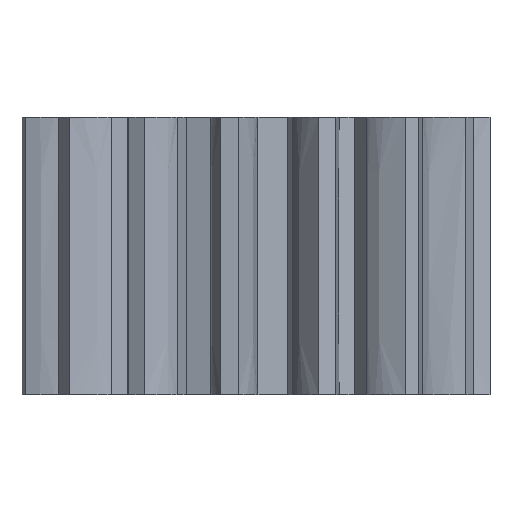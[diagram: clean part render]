
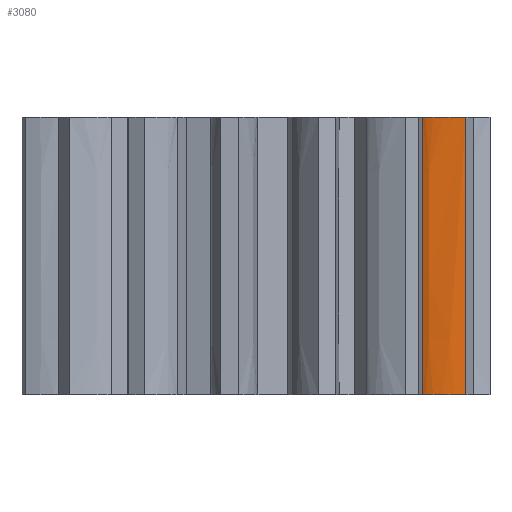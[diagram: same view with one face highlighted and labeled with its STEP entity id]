
A CAD part, front view. The second image highlights one B-rep face of the part: STEP entity #3080.
In plain terms, the highlighted face is a extrusion surface.
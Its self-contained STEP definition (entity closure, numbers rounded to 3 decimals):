
#3056 = VERTEX_POINT('',#3057);
#3057 = CARTESIAN_POINT('',(6.775,-1.807,5.));
#3062 = EDGE_CURVE('',#3063,#3056,#3065,.T.);
#3063 = VERTEX_POINT('',#3064);
#3064 = CARTESIAN_POINT('',(6.775,-1.807,0.));
#3065 = LINE('',#3066,#3067);
#3066 = CARTESIAN_POINT('',(6.775,-1.807,0.));
#3067 = VECTOR('',#3068,1.);
#3068 = DIRECTION('',(0.,0.,1.));
#3080 = ADVANCED_FACE('',(#3081),#3116,.F.);
#3081 = FACE_BOUND('',#3082,.F.);
#3082 = EDGE_LOOP('',(#3083,#3084,#3097,#3105));
#3083 = ORIENTED_EDGE('',*,*,#3062,.T.);
#3084 = ORIENTED_EDGE('',*,*,#3085,.T.);
#3085 = EDGE_CURVE('',#3056,#3086,#3088,.T.);
#3086 = VERTEX_POINT('',#3087);
#3087 = CARTESIAN_POINT('',(7.563,-1.877,5.));
#3088 = B_SPLINE_CURVE_WITH_KNOTS('',3,(#3089,#3090,#3091,#3092,#3093,
    #3094,#3095,#3096),.UNSPECIFIED.,.F.,.F.,(4,1,1,1,1,4),(0.,
    0.032,0.128,0.288,0.512,
    0.8),.UNSPECIFIED.);
#3089 = CARTESIAN_POINT('',(6.775,-1.807,5.));
#3090 = CARTESIAN_POINT('',(6.785,-1.812,5.));
#3091 = CARTESIAN_POINT('',(6.823,-1.831,5.));
#3092 = CARTESIAN_POINT('',(6.915,-1.86,5.));
#3093 = CARTESIAN_POINT('',(7.073,-1.89,5.));
#3094 = CARTESIAN_POINT('',(7.297,-1.903,5.));
#3095 = CARTESIAN_POINT('',(7.468,-1.89,5.));
#3096 = CARTESIAN_POINT('',(7.563,-1.877,5.));
#3097 = ORIENTED_EDGE('',*,*,#3098,.F.);
#3098 = EDGE_CURVE('',#3099,#3086,#3101,.T.);
#3099 = VERTEX_POINT('',#3100);
#3100 = CARTESIAN_POINT('',(7.563,-1.877,0.));
#3101 = LINE('',#3102,#3103);
#3102 = CARTESIAN_POINT('',(7.563,-1.877,0.));
#3103 = VECTOR('',#3104,1.);
#3104 = DIRECTION('',(0.,0.,1.));
#3105 = ORIENTED_EDGE('',*,*,#3106,.F.);
#3106 = EDGE_CURVE('',#3063,#3099,#3107,.T.);
#3107 = B_SPLINE_CURVE_WITH_KNOTS('',3,(#3108,#3109,#3110,#3111,#3112,
    #3113,#3114,#3115),.UNSPECIFIED.,.F.,.F.,(4,1,1,1,1,4),(0.,
    0.032,0.128,0.288,0.512,
    0.8),.UNSPECIFIED.);
#3108 = CARTESIAN_POINT('',(6.775,-1.807,0.));
#3109 = CARTESIAN_POINT('',(6.785,-1.812,0.));
#3110 = CARTESIAN_POINT('',(6.823,-1.831,0.));
#3111 = CARTESIAN_POINT('',(6.915,-1.86,0.));
#3112 = CARTESIAN_POINT('',(7.073,-1.89,0.));
#3113 = CARTESIAN_POINT('',(7.297,-1.903,0.));
#3114 = CARTESIAN_POINT('',(7.468,-1.89,0.));
#3115 = CARTESIAN_POINT('',(7.563,-1.877,0.));
#3116 = SURFACE_OF_LINEAR_EXTRUSION('',#3117,#3126);
#3117 = B_SPLINE_CURVE_WITH_KNOTS('',3,(#3118,#3119,#3120,#3121,#3122,
    #3123,#3124,#3125),.UNSPECIFIED.,.F.,.F.,(4,1,1,1,1,4),(0.,
    0.032,0.128,0.288,0.512,
    0.8),.UNSPECIFIED.);
#3118 = CARTESIAN_POINT('',(6.775,-1.807,0.));
#3119 = CARTESIAN_POINT('',(6.785,-1.812,0.));
#3120 = CARTESIAN_POINT('',(6.823,-1.831,0.));
#3121 = CARTESIAN_POINT('',(6.915,-1.86,0.));
#3122 = CARTESIAN_POINT('',(7.073,-1.89,0.));
#3123 = CARTESIAN_POINT('',(7.297,-1.903,0.));
#3124 = CARTESIAN_POINT('',(7.468,-1.89,0.));
#3125 = CARTESIAN_POINT('',(7.563,-1.877,0.));
#3126 = VECTOR('',#3127,1.);
#3127 = DIRECTION('',(-0.,-0.,-1.));
